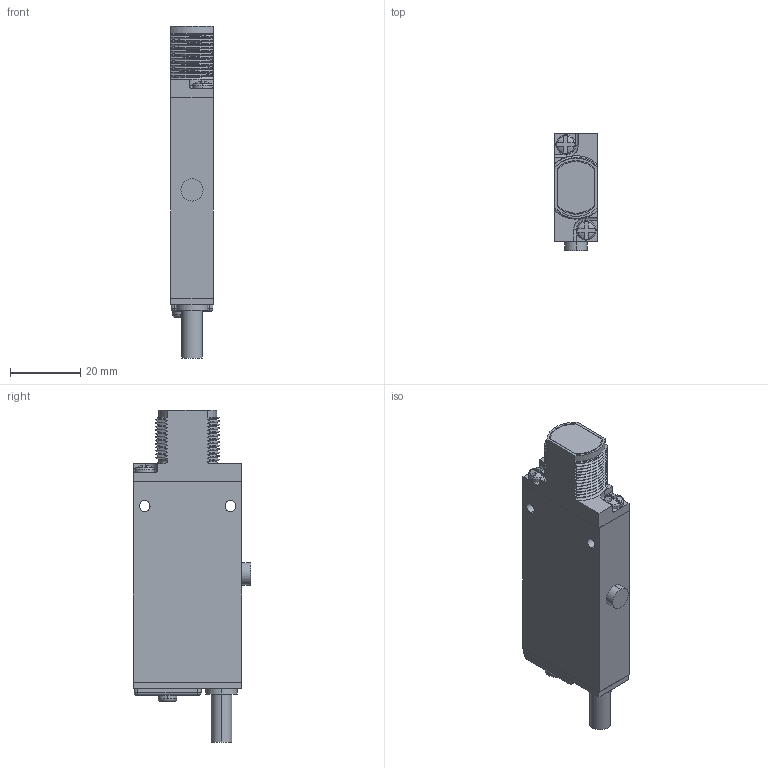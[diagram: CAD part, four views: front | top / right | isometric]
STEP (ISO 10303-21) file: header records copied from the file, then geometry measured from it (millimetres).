
FILE_DESCRIPTION((''),'2;1');
FILE_NAME('155302_SW','2010-12-03T',('banengservice'),('BANNER ENGINEERING'),'PRO/ENGINEER BY PARAMETRIC TECHNOLOGY CORPORATION, 2009141','PRO/ENGINEER BY PARAMETRIC TECHNOLOGY CORPORATION, 2009141','');
FILE_SCHEMA(('CONFIG_CONTROL_DESIGN'));
Length unit declared in the file: inch
Products named in the file (1): 155302_SW
Bounding box: 12.19 x 33.27 x 94.41 mm (x, y, z)
Volume: 9447.5 mm3; surface area: 16677.4 mm2
Topology: 3 solids, 5 shells, 530 faces, 1421 edges, 919 vertices
Faces by surface type: plane 229, cylinder 173, bspline 87, torus 23, cone 10, sphere 8
Entity records: 21446 total; most frequent: CARTESIAN_POINT 8582, ORIENTED_EDGE 2842, DIRECTION 2434, EDGE_CURVE 1421, VERTEX_POINT 919, AXIS2_PLACEMENT_3D 841, VECTOR 752, LINE 752
